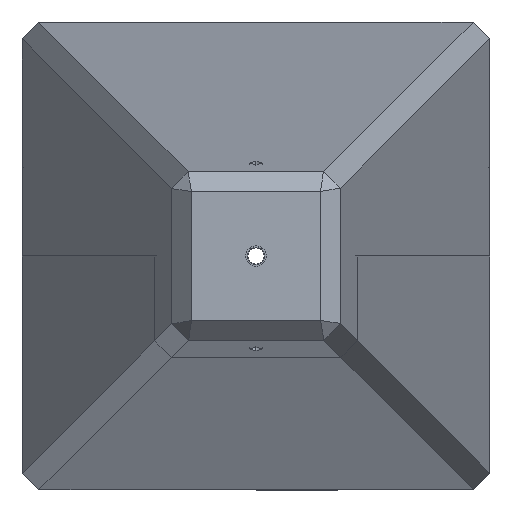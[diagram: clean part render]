
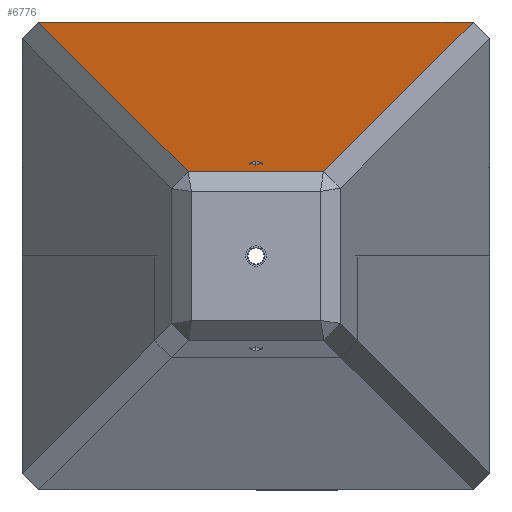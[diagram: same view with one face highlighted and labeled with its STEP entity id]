
A CAD part, front view. The second image highlights one B-rep face of the part: STEP entity #6776.
In plain terms, the highlighted face is planar.
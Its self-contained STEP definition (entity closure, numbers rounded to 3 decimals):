
#111 = CARTESIAN_POINT ( 'NONE',  ( 3.49, -41.291, 8.181 ) ) ;
#224 = ORIENTED_EDGE ( 'NONE', *, *, #3559, .T. ) ;
#268 = ORIENTED_EDGE ( 'NONE', *, *, #7513, .T. ) ;
#276 = CIRCLE ( 'NONE', #535, 0.375 ) ;
#319 = CARTESIAN_POINT ( 'NONE',  ( -19.924, -40.76, 11.087 ) ) ;
#485 = PLANE ( 'NONE',  #5410 ) ;
#496 = LINE ( 'NONE', #1057, #715 ) ;
#535 = AXIS2_PLACEMENT_3D ( 'NONE', #7870, #795, #7924 ) ;
#585 = CARTESIAN_POINT ( 'NONE',  ( -12.673, -33.509, 50.776 ) ) ;
#715 = VECTOR ( 'NONE', #5651, 1000. ) ;
#739 = LINE ( 'NONE', #111, #5717 ) ;
#795 = DIRECTION ( 'NONE',  ( 0., 0.984, -0.18 ) ) ;
#1057 = CARTESIAN_POINT ( 'NONE',  ( -13.5, -33.509, 50.776 ) ) ;
#1438 = CARTESIAN_POINT ( 'NONE',  ( -8.5, -33.981, 48.194 ) ) ;
#1700 = DIRECTION ( 'NONE',  ( 0., 0.984, -0.18 ) ) ;
#1730 = EDGE_CURVE ( 'NONE', #6441, #1806, #739, .T. ) ;
#1806 = VERTEX_POINT ( 'NONE', #2693 ) ;
#1856 = FACE_OUTER_BOUND ( 'NONE', #2083, .T. ) ;
#2083 = EDGE_LOOP ( 'NONE', ( #4485, #6321, #268, #3032 ) ) ;
#2196 = B_SPLINE_CURVE_WITH_KNOTS ( 'NONE', 3,
 ( #7618, #6346, #4384, #5014 ),
 .UNSPECIFIED., .F., .F.,
 ( 4, 4 ),
 ( 0.036, 0.965 ),
 .UNSPECIFIED. ) ;
#2314 = EDGE_CURVE ( 'NONE', #5008, #4007, #6520, .T. ) ;
#2505 = CARTESIAN_POINT ( 'NONE',  ( -21.95, -42.786, 0. ) ) ;
#2671 = VECTOR ( 'NONE', #4176, 1000. ) ;
#2693 = CARTESIAN_POINT ( 'NONE',  ( -4.292, -33.509, 50.776 ) ) ;
#3032 = ORIENTED_EDGE ( 'NONE', *, *, #6351, .T. ) ;
#3417 = EDGE_LOOP ( 'NONE', ( #224, #5160 ) ) ;
#3449 = VERTEX_POINT ( 'NONE', #2505 ) ;
#3559 = EDGE_CURVE ( 'NONE', #4007, #5008, #276, .T. ) ;
#3752 = CARTESIAN_POINT ( 'NONE',  ( 0., -41.404, 7.564 ) ) ;
#4007 = VERTEX_POINT ( 'NONE', #7663 ) ;
#4176 = DIRECTION ( 'NONE',  ( -0.177, -0.177, -0.968 ) ) ;
#4384 = CARTESIAN_POINT ( 'NONE',  ( -3.994, -42.786, 0. ) ) ;
#4485 = ORIENTED_EDGE ( 'NONE', *, *, #4691, .T. ) ;
#4691 = EDGE_CURVE ( 'NONE', #3449, #6441, #2196, .T. ) ;
#5008 = VERTEX_POINT ( 'NONE', #1438 ) ;
#5014 = CARTESIAN_POINT ( 'NONE',  ( 4.984, -42.786, 0. ) ) ;
#5160 = ORIENTED_EDGE ( 'NONE', *, *, #2314, .T. ) ;
#5410 = AXIS2_PLACEMENT_3D ( 'NONE', #3752, #8255, #7706 ) ;
#5651 = DIRECTION ( 'NONE',  ( -1., 0., 0. ) ) ;
#5652 = CARTESIAN_POINT ( 'NONE',  ( 4.984, -42.786, 0. ) ) ;
#5717 = VECTOR ( 'NONE', #6014, 1000. ) ;
#6014 = DIRECTION ( 'NONE',  ( -0.177, 0.177, 0.968 ) ) ;
#6321 = ORIENTED_EDGE ( 'NONE', *, *, #1730, .T. ) ;
#6346 = CARTESIAN_POINT ( 'NONE',  ( -12.972, -42.786, 0. ) ) ;
#6351 = EDGE_CURVE ( 'NONE', #6525, #3449, #6539, .T. ) ;
#6441 = VERTEX_POINT ( 'NONE', #5652 ) ;
#6520 = CIRCLE ( 'NONE', #8185, 0.375 ) ;
#6525 = VERTEX_POINT ( 'NONE', #585 ) ;
#6539 = LINE ( 'NONE', #319, #2671 ) ;
#6776 = ADVANCED_FACE ( 'NONE', ( #1856, #6837 ), #485, .T. ) ;
#6837 = FACE_BOUND ( 'NONE', #3417, .T. ) ;
#6957 = CARTESIAN_POINT ( 'NONE',  ( -8.5, -34.048, 47.825 ) ) ;
#7513 = EDGE_CURVE ( 'NONE', #1806, #6525, #496, .T. ) ;
#7533 = DIRECTION ( 'NONE',  ( 0., 0.18, 0.984 ) ) ;
#7618 = CARTESIAN_POINT ( 'NONE',  ( -21.95, -42.786, 0. ) ) ;
#7663 = CARTESIAN_POINT ( 'NONE',  ( -8.5, -34.116, 47.456 ) ) ;
#7706 = DIRECTION ( 'NONE',  ( 0., -0.18, -0.984 ) ) ;
#7870 = CARTESIAN_POINT ( 'NONE',  ( -8.5, -34.048, 47.825 ) ) ;
#7924 = DIRECTION ( 'NONE',  ( 0., 0.18, 0.984 ) ) ;
#8185 = AXIS2_PLACEMENT_3D ( 'NONE', #6957, #1700, #7533 ) ;
#8255 = DIRECTION ( 'NONE',  ( 0., -0.984, 0.18 ) ) ;
